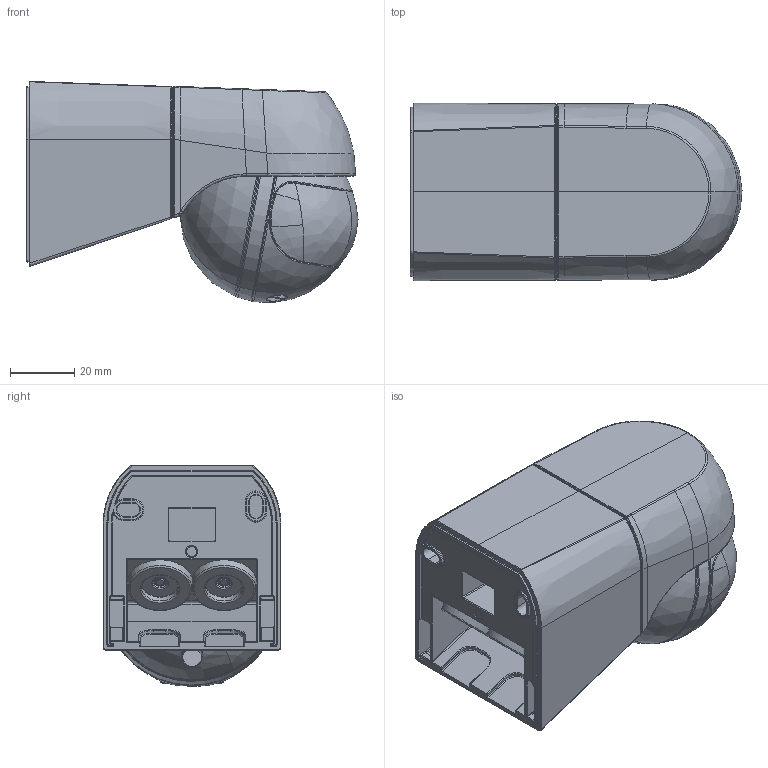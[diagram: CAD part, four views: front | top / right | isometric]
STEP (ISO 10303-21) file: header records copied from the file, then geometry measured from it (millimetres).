
FILE_DESCRIPTION(('',''),'2;1');
FILE_NAME('','',('none'),('none'),'','','none');
FILE_SCHEMA(('AUTOMOTIVE_DESIGN { 1 0 10303 214 1 1 1 1 }'));
Length unit declared in the file: millimetre
Products named in the file (1): EM10055508
Bounding box: 103.56 x 55.37 x 68.97 mm (x, y, z)
Volume: 262244.1 mm3; surface area: 41457.3 mm2
Topology: 6 solids, 6 shells, 651 faces, 1505 edges, 867 vertices
Faces by surface type: bspline 189, cylinder 181, torus 126, plane 118, cone 21, sphere 12, extrusion 2, revolution 2
Entity records: 30802 total; most frequent: CARTESIAN_POINT 18242, ORIENTED_EDGE 2980, DIRECTION 1746, EDGE_CURVE 1490, AXIS2_PLACEMENT_3D 923, VERTEX_POINT 866, EDGE_LOOP 669, ADVANCED_FACE 650
